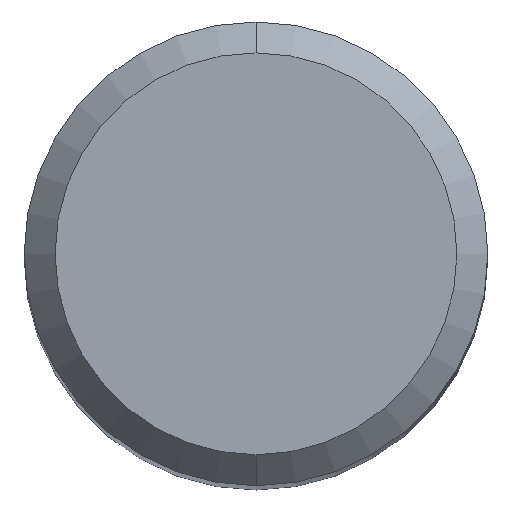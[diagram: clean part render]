
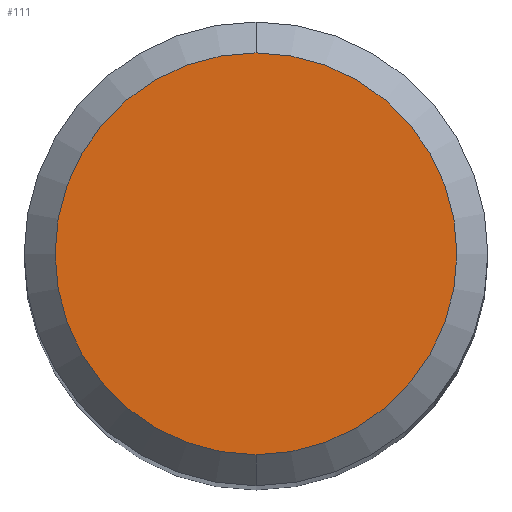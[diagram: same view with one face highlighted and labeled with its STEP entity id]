
A CAD part, top view. The second image highlights one B-rep face of the part: STEP entity #111.
In plain terms, the highlighted planar face has unit normal (0, 0, 1).
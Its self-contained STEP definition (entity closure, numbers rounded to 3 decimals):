
#111=ADVANCED_FACE('',(#263),#264,.T.);
#121=VERTEX_POINT('',#275);
#127=EDGE_CURVE('',#163,#121,#281,.T.);
#163=VERTEX_POINT('',#321);
#227=EDGE_CURVE('',#121,#163,#394,.T.);
#263=FACE_OUTER_BOUND('',#430,.T.);
#264=PLANE('',#431);
#275=CARTESIAN_POINT('',(0.,-2.6,0.0));
#281=CIRCLE('',#453,2.6);
#321=CARTESIAN_POINT('',(0.0,2.6,0.0));
#394=CIRCLE('',#596,2.6);
#430=EDGE_LOOP('',(#616,#617));
#431=AXIS2_PLACEMENT_3D('',#618,#619,#620);
#453=AXIS2_PLACEMENT_3D('',#641,#642,#643);
#596=AXIS2_PLACEMENT_3D('',#783,#784,#785);
#616=ORIENTED_EDGE('',*,*,#127,.F.);
#617=ORIENTED_EDGE('',*,*,#227,.F.);
#618=CARTESIAN_POINT('',(0.0,1.3,0.0));
#619=DIRECTION('',(-0.0,0.0,1.0));
#620=DIRECTION('',(0.0,-1.0,0.0));
#641=CARTESIAN_POINT('',(0.0,0.0,0.0));
#642=DIRECTION('',(0.0,0.0,-1.0));
#643=DIRECTION('',(0.0,1.0,0.0));
#783=CARTESIAN_POINT('',(0.0,0.0,0.0));
#784=DIRECTION('',(0.0,0.0,-1.0));
#785=DIRECTION('',(0.0,1.0,0.0));
